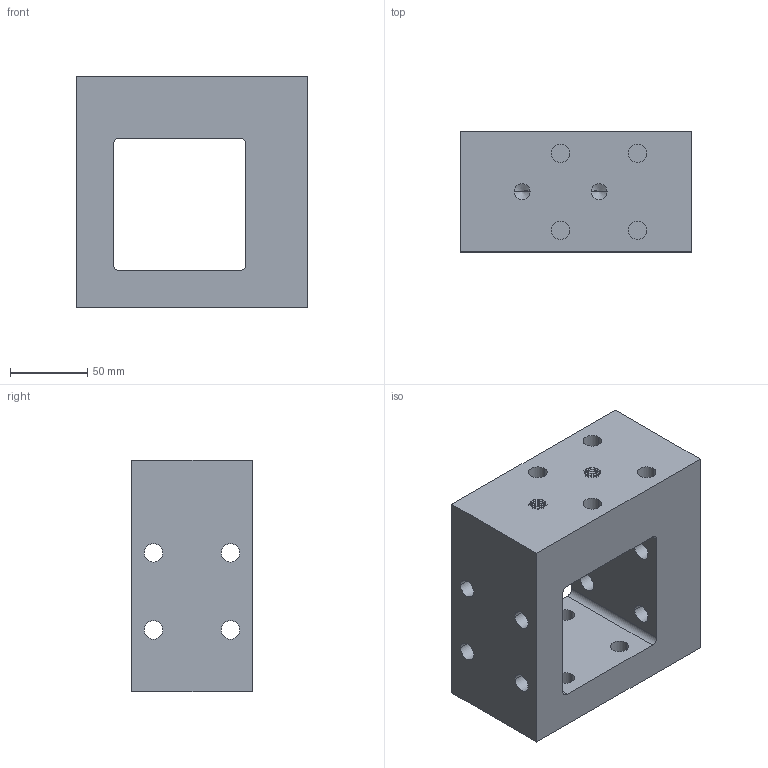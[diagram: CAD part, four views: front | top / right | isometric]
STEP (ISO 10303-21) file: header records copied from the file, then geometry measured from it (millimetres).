
FILE_DESCRIPTION(('STEP AP214'),'1');
FILE_NAME(' ',' ',('TraceParts'),('TraceParts S.A.'),'XStep 1.0',' ',' ');
FILE_SCHEMA(('automotive_design'));
Length unit declared in the file: millimetre
Products named in the file (1): 1
Bounding box: 150 x 78 x 150 mm (x, y, z)
Volume: 1109472.9 mm3; surface area: 125877.8 mm2
Topology: 1 solids, 1 shells, 718 faces, 1482 edges, 763 vertices
Faces by surface type: cone 270, torus 260, cylinder 176, plane 12
Entity records: 35601 total; most frequent: DIRECTION 3912, STYLED_ITEM 2954, PRESENTATION_STYLE_ASSIGNMENT 2954, CARTESIAN_POINT 2954, COLOUR_RGB 2954, ORIENTED_EDGE 2944, AXIS2_PLACEMENT_3D 1721, EDGE_CURVE 1472
